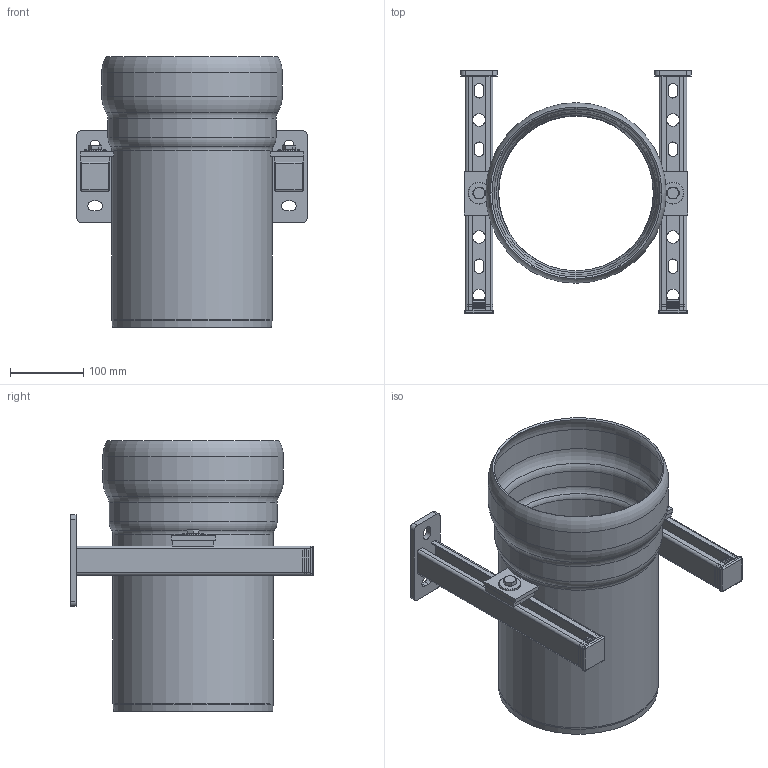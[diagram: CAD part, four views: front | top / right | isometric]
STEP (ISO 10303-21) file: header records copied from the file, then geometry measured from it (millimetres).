
FILE_DESCRIPTION(/* description */ (''),/* implementation_level */ '2;1');
FILE_NAME(/* name */ '82653.200X_3D.stp',/* time_stamp */ '2024-12-12T09:50:58+01:00',/* author */ ('CAD'),/* organization */ (''),/* preprocessor_version */ 'ST-DEVELOPER v20',/* originating_system */ 'AutoCAD Mechanical',/* authorisation */ '');
FILE_SCHEMA (('AUTOMOTIVE_DESIGN { 1 0 10303 214 3 1 1 }'));
Length unit declared in the file: millimetre
Products named in the file (2): Product; *S0
Assembly tree (1 placements, depth 2):
  Product
    *S0
Bounding box: 315 x 333 x 370 mm (x, y, z)
Volume: 1102716.2 mm3; surface area: 770732.3 mm2
Topology: 18 solids, 18 shells, 568 faces, 1333 edges, 817 vertices
Faces by surface type: plane 240, cone 161, cylinder 142, torus 15, sphere 8, bspline 2
Full cylindrical faces by diameter (mm): 10 x3, 10.5 x2, 14.63 x3, 17 x8, 30 x2, 213.2 x1, 219 x1, 224 x1, 229.8 x1, 241 x1, 246.8 x1
Entity records: 17665 total; most frequent: CARTESIAN_POINT 4211, DIRECTION 2923, ORIENTED_EDGE 2666, EDGE_CURVE 1333, AXIS2_PLACEMENT_3D 1061, VERTEX_POINT 817, LINE 801, VECTOR 801
